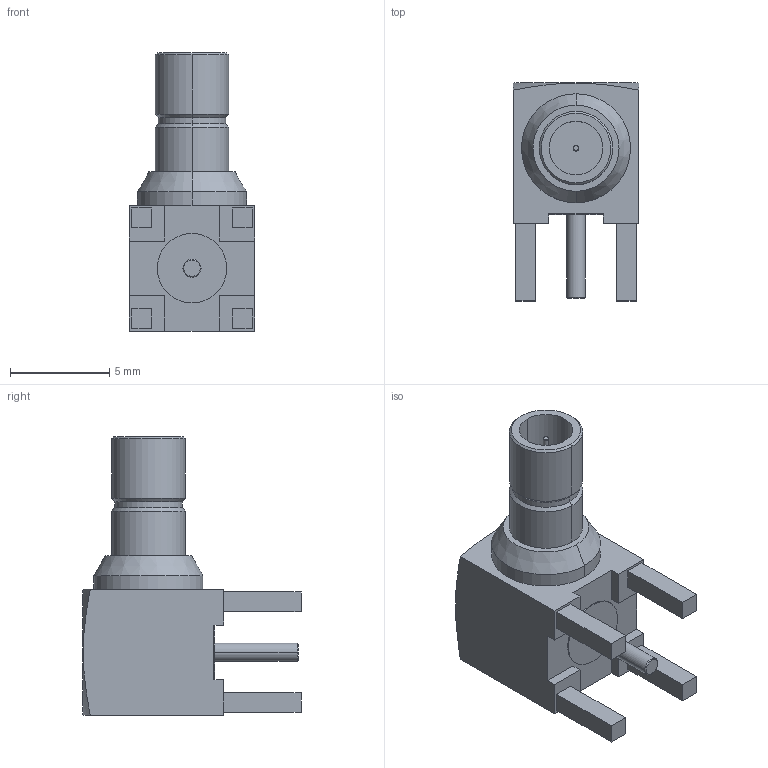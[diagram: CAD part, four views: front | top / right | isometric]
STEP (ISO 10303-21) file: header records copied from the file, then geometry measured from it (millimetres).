
FILE_DESCRIPTION(('FreeCAD Model'),'2;1');
FILE_NAME('c-1-1337481-0-e-3d.stp','2016-06-02T15:09:58' ,('Author'),(''),'Open CASCADE STEP processor 6.8','FreeCAD','Unknown' );
FILE_SCHEMA(('AUTOMOTIVE_DESIGN_CC2 { 1 2 10303 214 -1 1 5 4 }'));
Length unit declared in the file: millimetre
Products named in the file (1): C-1-1337481-0
Bounding box: 6.35 x 11 x 14.05 mm (x, y, z)
Volume: 369.7 mm3; surface area: 458.3 mm2
Topology: 1 solids, 1 shells, 74 faces, 170 edges, 108 vertices
Faces by surface type: plane 44, cylinder 16, cone 14
Entity records: 7838 total; most frequent: CARTESIAN_POINT 4015, DIRECTION 559, ORIENTED_EDGE 340, PCURVE 340, DEFINITIONAL_REPRESENTATION 340, LINE 306, VECTOR 306, EDGE_CURVE 170
